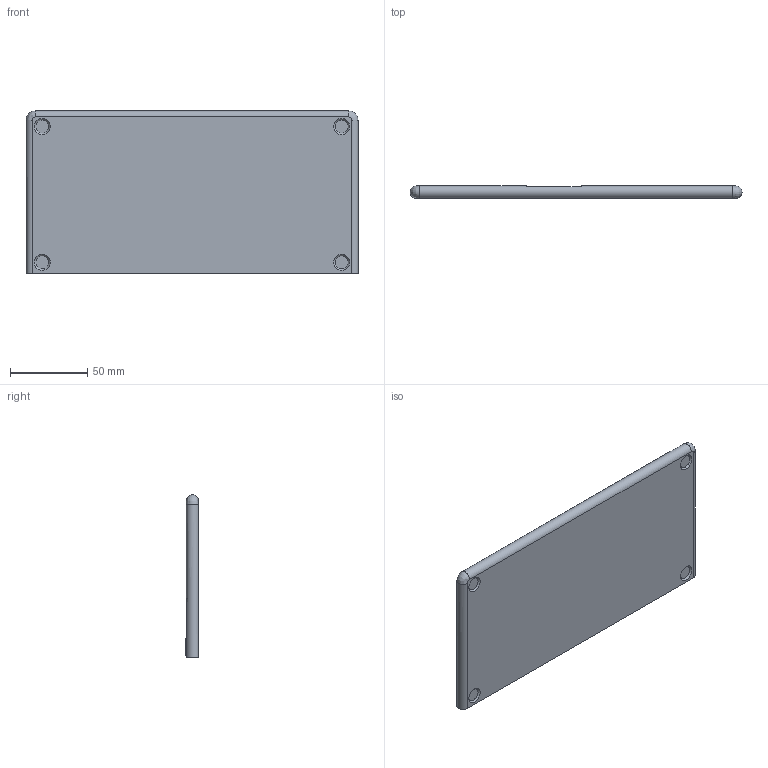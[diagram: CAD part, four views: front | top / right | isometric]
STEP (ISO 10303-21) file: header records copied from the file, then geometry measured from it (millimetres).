
FILE_DESCRIPTION(/* description */ (''),/* implementation_level */ '2;1');
FILE_NAME(/* name */ 'Trailmix-case-no-front-design.step',/* time_stamp */ '2023-09-15T14:21:37-07:00',/* author */ (''),/* organization */ (''),/* preprocessor_version */ 'ST-DEVELOPER v20',/* originating_system */ 'Autodesk Translation Framework v12.9.0.99',/* authorisation */ '');
FILE_SCHEMA (('AUTOMOTIVE_DESIGN { 1 0 10303 214 3 1 1 }'));
Length unit declared in the file: millimetre
Products named in the file (1): Hotfix-VerticalPrint
Bounding box: 215.1 x 8.5 x 105.2 mm (x, y, z)
Volume: 113876.9 mm3; surface area: 51880.2 mm2
Topology: 3 solids, 3 shells, 410 faces, 1081 edges, 702 vertices
Faces by surface type: plane 202, bspline 197, cone 8, cylinder 3
Entity records: 14359 total; most frequent: CARTESIAN_POINT 5580, ORIENTED_EDGE 2162, DIRECTION 1137, EDGE_CURVE 1081, VERTEX_POINT 702, LINE 653, VECTOR 653, EDGE_LOOP 435
